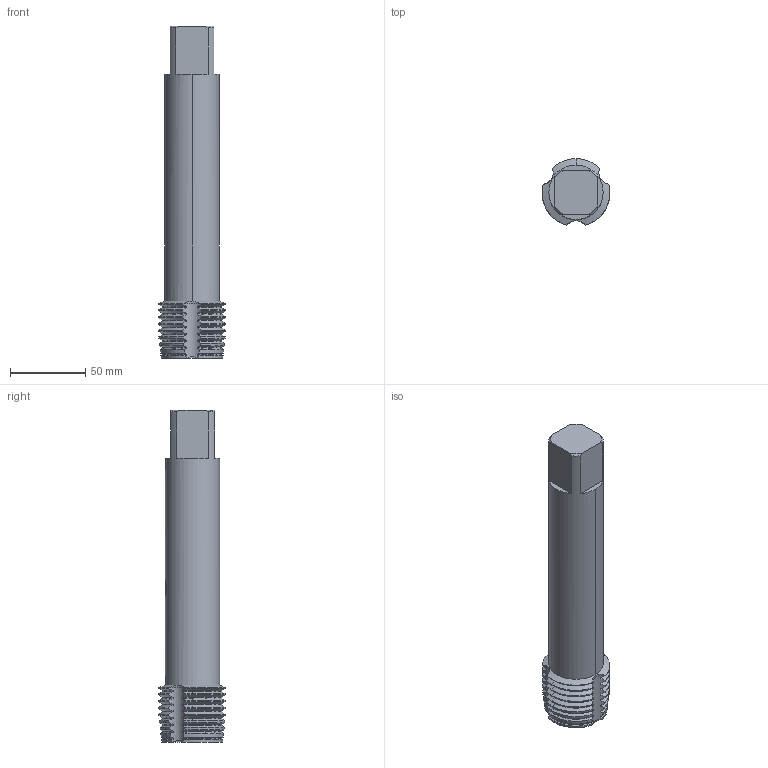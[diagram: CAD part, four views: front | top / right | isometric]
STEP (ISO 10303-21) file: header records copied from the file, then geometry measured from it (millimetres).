
FILE_DESCRIPTION(('no description'),'unknown implementation level');
FILE_NAME('solid9YBacF6b_DtYoILdXTHAPDSnqHc_1.STP',' ',('CIM GmbH Aachen'),('CADClick - KiM GmbH - www.kimweb.de'),'unknown preprocess','ACIS','unknown authorization');
FILE_SCHEMA(('automotive_design'));
Length unit declared in the file: millimetre
Products named in the file (2): 1; 2
Bounding box: 45 x 44.14 x 220 mm (x, y, z)
Volume: 229114.9 mm3; surface area: 39634.7 mm2
Topology: 2 solids, 2 shells, 210 faces, 578 edges, 372 vertices
Faces by surface type: cone 110, cylinder 80, plane 17, torus 3
Entity records: 14549 total; most frequent: CARTESIAN_POINT 2831, STYLED_ITEM 1162, PRESENTATION_STYLE_ASSIGNMENT 1162, COLOUR_RGB 1162, ORIENTED_EDGE 1156, DIRECTION 1083, EDGE_CURVE 578, CURVE_STYLE 578
